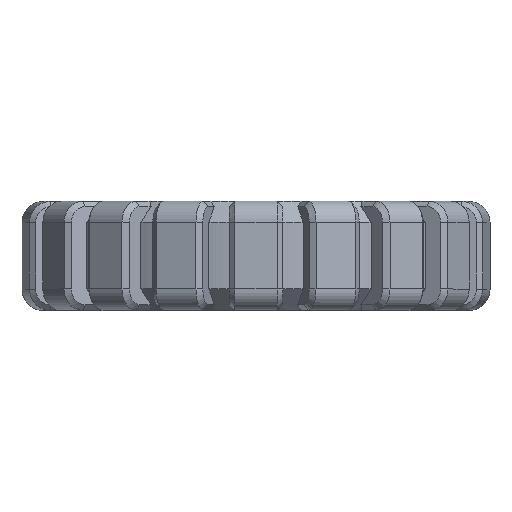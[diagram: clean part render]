
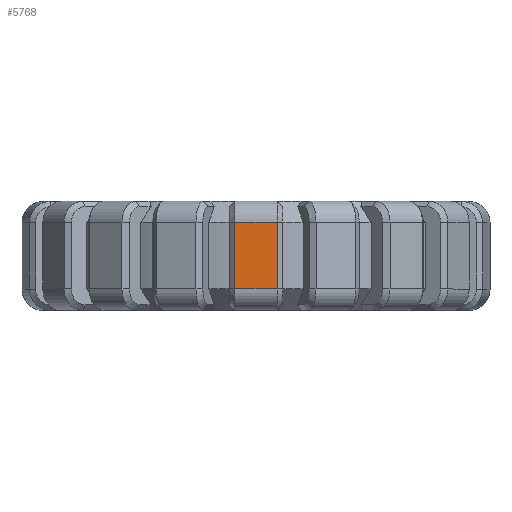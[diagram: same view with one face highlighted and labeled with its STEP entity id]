
A CAD part, top view. The second image highlights one B-rep face of the part: STEP entity #5768.
In plain terms, the highlighted planar face has unit normal (0, 0, 1).
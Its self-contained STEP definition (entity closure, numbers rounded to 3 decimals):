
#320=PLANE('',#6337);
#761=FACE_OUTER_BOUND('',#1100,.T.);
#1100=EDGE_LOOP('',(#5325,#5326,#5327,#5328));
#1805=LINE('',#10801,#2278);
#1808=LINE('',#10814,#2281);
#1811=LINE('',#10822,#2284);
#1812=LINE('',#10823,#2285);
#2278=VECTOR('',#7878,10.);
#2281=VECTOR('',#7893,10.);
#2284=VECTOR('',#7902,10.);
#2285=VECTOR('',#7903,10.);
#2805=VERTEX_POINT('',#10798);
#2806=VERTEX_POINT('',#10800);
#2809=VERTEX_POINT('',#10810);
#2810=VERTEX_POINT('',#10812);
#3646=EDGE_CURVE('',#2805,#2806,#1805,.T.);
#3653=EDGE_CURVE('',#2810,#2809,#1808,.T.);
#3657=EDGE_CURVE('',#2809,#2805,#1811,.T.);
#3658=EDGE_CURVE('',#2806,#2810,#1812,.T.);
#5325=ORIENTED_EDGE('',*,*,#3646,.F.);
#5326=ORIENTED_EDGE('',*,*,#3657,.F.);
#5327=ORIENTED_EDGE('',*,*,#3653,.F.);
#5328=ORIENTED_EDGE('',*,*,#3658,.F.);
#5768=ADVANCED_FACE('',(#761),#320,.T.);
#6337=AXIS2_PLACEMENT_3D('',#10821,#7900,#7901);
#7878=DIRECTION('',(1.,0.,0.));
#7893=DIRECTION('',(-1.,0.,0.));
#7900=DIRECTION('center_axis',(0.,0.,1.));
#7901=DIRECTION('ref_axis',(1.,0.,0.));
#7902=DIRECTION('',(0.,1.,0.));
#7903=DIRECTION('',(0.,-1.,0.));
#10798=CARTESIAN_POINT('',(-2.,40.75,27.));
#10800=CARTESIAN_POINT('',(2.,40.75,27.));
#10801=CARTESIAN_POINT('',(-1.25,40.75,27.));
#10810=CARTESIAN_POINT('',(-2.,34.5,27.));
#10812=CARTESIAN_POINT('',(2.,34.5,27.));
#10814=CARTESIAN_POINT('',(1.25,34.5,27.));
#10821=CARTESIAN_POINT('Origin',(0.,37.625,27.));
#10822=CARTESIAN_POINT('',(-2.,35.063,27.));
#10823=CARTESIAN_POINT('',(2.,40.188,27.));
